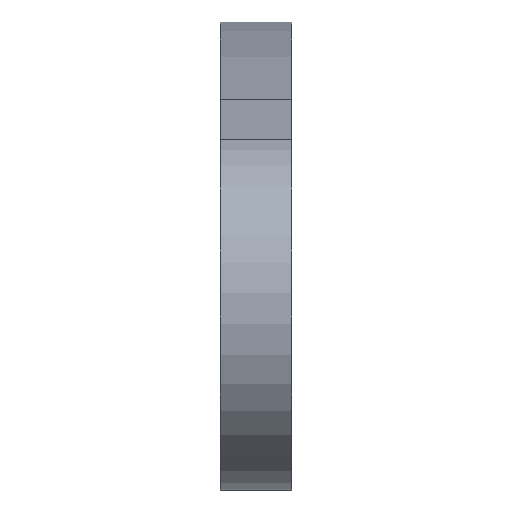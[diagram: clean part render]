
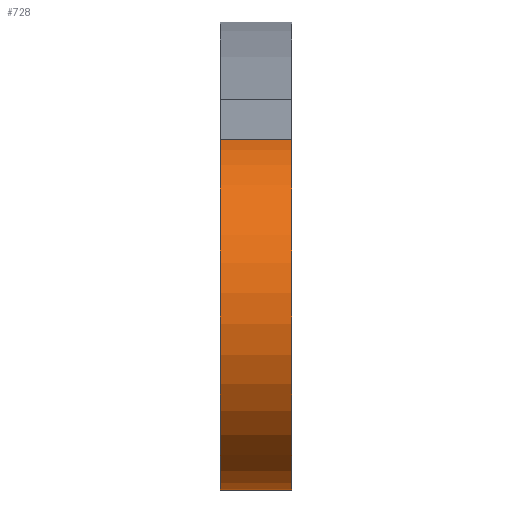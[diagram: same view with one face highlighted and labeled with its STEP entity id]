
A CAD part, left-side view. The second image highlights one B-rep face of the part: STEP entity #728.
In plain terms, the highlighted cylindrical face has radius 7.5 mm (diameter 15 mm), a partial arc.
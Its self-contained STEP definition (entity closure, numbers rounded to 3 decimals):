
#27 = CARTESIAN_POINT ( 'NONE',  ( 0., 3., 0. ) ) ;
#42 = DIRECTION ( 'NONE',  ( 0., -1., 0. ) ) ;
#98 = AXIS2_PLACEMENT_3D ( 'NONE', #271, #730, #609 ) ;
#114 = ORIENTED_EDGE ( 'NONE', *, *, #788, .T. ) ;
#140 = LINE ( 'NONE', #507, #488 ) ;
#160 = CYLINDRICAL_SURFACE ( 'NONE', #187, 7.5 ) ;
#174 = EDGE_CURVE ( 'NONE', #686, #254, #140, .T. ) ;
#187 = AXIS2_PLACEMENT_3D ( 'NONE', #27, #579, #460 ) ;
#219 = EDGE_LOOP ( 'NONE', ( #388, #632, #114, #847 ) ) ;
#254 = VERTEX_POINT ( 'NONE', #518 ) ;
#260 = VECTOR ( 'NONE', #42, 1000. ) ;
#271 = CARTESIAN_POINT ( 'NONE',  ( 0., 3., 0. ) ) ;
#293 = EDGE_CURVE ( 'NONE', #392, #695, #768, .T. ) ;
#296 = DIRECTION ( 'NONE',  ( 0., -1., 0. ) ) ;
#325 = AXIS2_PLACEMENT_3D ( 'NONE', #840, #471, #800 ) ;
#356 = CIRCLE ( 'NONE', #98, 7.5 ) ;
#370 = CARTESIAN_POINT ( 'NONE',  ( -1.903, 3., 7.255 ) ) ;
#388 = ORIENTED_EDGE ( 'NONE', *, *, #602, .F. ) ;
#392 = VERTEX_POINT ( 'NONE', #727 ) ;
#404 = CIRCLE ( 'NONE', #325, 7.5 ) ;
#460 = DIRECTION ( 'NONE',  ( 0., 0., 1. ) ) ;
#471 = DIRECTION ( 'NONE',  ( 0., -1., 0. ) ) ;
#488 = VECTOR ( 'NONE', #296, 1000. ) ;
#507 = CARTESIAN_POINT ( 'NONE',  ( 2.894, 3., -6.919 ) ) ;
#518 = CARTESIAN_POINT ( 'NONE',  ( 2.894, 0., -6.919 ) ) ;
#579 = DIRECTION ( 'NONE',  ( 0., -1., 0. ) ) ;
#602 = EDGE_CURVE ( 'NONE', #695, #254, #404, .T. ) ;
#609 = DIRECTION ( 'NONE',  ( 0., 0., -1. ) ) ;
#632 = ORIENTED_EDGE ( 'NONE', *, *, #293, .F. ) ;
#681 = CARTESIAN_POINT ( 'NONE',  ( -1.903, 0., 7.255 ) ) ;
#686 = VERTEX_POINT ( 'NONE', #791 ) ;
#695 = VERTEX_POINT ( 'NONE', #681 ) ;
#706 = FACE_OUTER_BOUND ( 'NONE', #219, .T. ) ;
#727 = CARTESIAN_POINT ( 'NONE',  ( -1.903, 3., 7.255 ) ) ;
#728 = ADVANCED_FACE ( 'NONE', ( #706 ), #160, .T. ) ;
#730 = DIRECTION ( 'NONE',  ( 0., -1., 0. ) ) ;
#768 = LINE ( 'NONE', #370, #260 ) ;
#788 = EDGE_CURVE ( 'NONE', #392, #686, #356, .T. ) ;
#791 = CARTESIAN_POINT ( 'NONE',  ( 2.894, 3., -6.919 ) ) ;
#800 = DIRECTION ( 'NONE',  ( 0., 0., -1. ) ) ;
#840 = CARTESIAN_POINT ( 'NONE',  ( 0., 0., 0. ) ) ;
#847 = ORIENTED_EDGE ( 'NONE', *, *, #174, .T. ) ;
